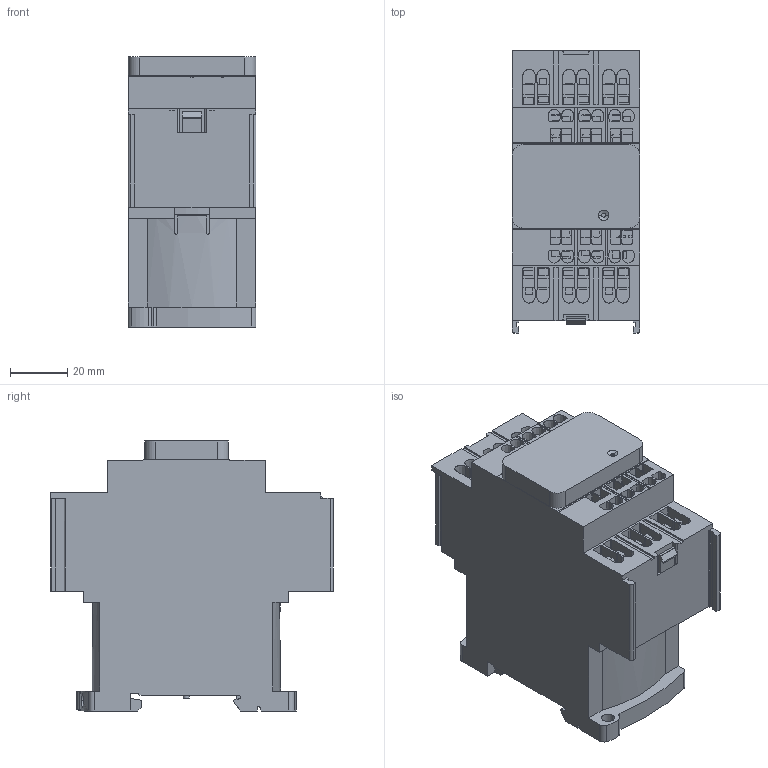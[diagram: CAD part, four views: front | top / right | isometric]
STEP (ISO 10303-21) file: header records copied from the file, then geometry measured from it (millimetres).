
FILE_DESCRIPTION((''),'2;1');
FILE_NAME('1642572890976_ASM','2022-01-19T11:45:12',('SESA540900'),('Schneider-Electric'),'CREO PARAMETRIC BY PTC INC, 2019471','CREO PARAMETRIC BY PTC INC, 2019471','');
FILE_SCHEMA(('AP242_MANAGED_MODEL_BASED_3D_ENGINEERING_MIM_LF { 1 0 10303 442 1 1 4 }'));
Length unit declared in the file: millimetre
Products named in the file (4): EMPTYNODE_1642572891553_ASM; CADXX3XX-DC-3D-SIMPLIFIED; CADXX3XX-DC-3D_ASM; 1642572890976_ASM
Assembly tree (3 placements, depth 3):
  1642572890976_ASM
    EMPTYNODE_1642572891553_ASM
    CADXX3XX-DC-3D_ASM
      CADXX3XX-DC-3D-SIMPLIFIED
Bounding box: 44.8 x 98.8 x 94.55 mm (x, y, z)
Volume: 282142.7 mm3; surface area: 48148.1 mm2
Topology: 4 solids, 4 shells, 1003 faces, 2830 edges, 1895 vertices
Faces by surface type: plane 759, cylinder 178, extrusion 64, cone 2
Entity records: 46502 total; most frequent: CARTESIAN_POINT 7910, ORIENTED_EDGE 5570, DIRECTION 5038, PRESENTATION_STYLE_ASSIGNMENT 3155, STYLED_ITEM 2850, CURVE_STYLE 2846, EDGE_CURVE 2785, VECTOR 2362
